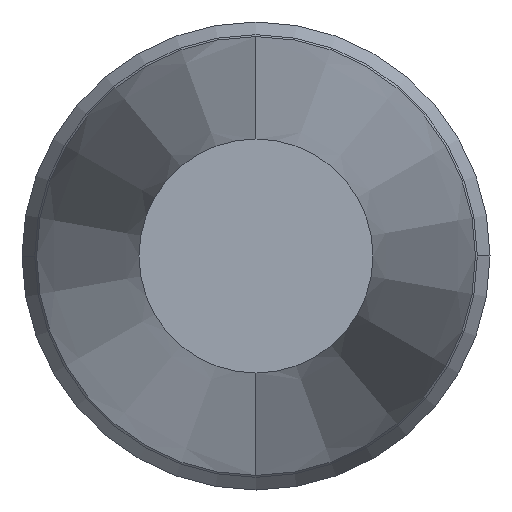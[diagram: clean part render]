
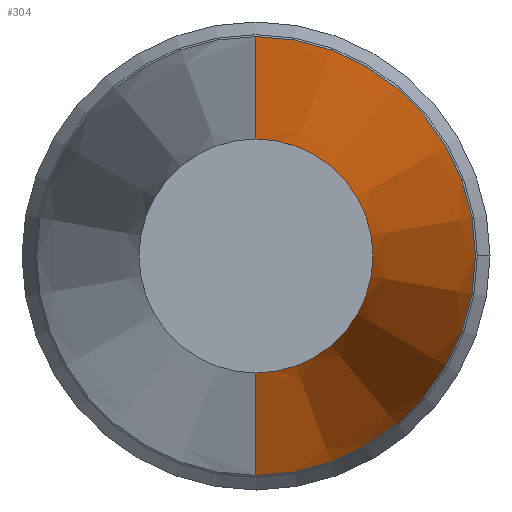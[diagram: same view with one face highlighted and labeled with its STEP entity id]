
A CAD part, front view. The second image highlights one B-rep face of the part: STEP entity #304.
In plain terms, the highlighted conical face has half-angle 5 degrees and reference radius 1.587 mm.
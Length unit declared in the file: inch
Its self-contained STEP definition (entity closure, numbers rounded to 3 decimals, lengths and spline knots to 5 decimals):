
#13 = EDGE_CURVE ( 'NONE', #322, #120, #385, .T. ) ;
#19 = AXIS2_PLACEMENT_3D ( 'NONE', #262, #416, #217 ) ;
#20 = CARTESIAN_POINT ( 'NONE',  ( 0., 0., 0.0625 ) ) ;
#43 = EDGE_CURVE ( 'NONE', #413, #322, #444, .T. ) ;
#70 = VECTOR ( 'NONE', #149, 39.37008 ) ;
#88 = CARTESIAN_POINT ( 'NONE',  ( 0., 0., -0.0625 ) ) ;
#103 = CARTESIAN_POINT ( 'NONE',  ( 0., 0.625, 0.11718 ) ) ;
#120 = VERTEX_POINT ( 'NONE', #103 ) ;
#142 = ORIENTED_EDGE ( 'NONE', *, *, #43, .T. ) ;
#149 = DIRECTION ( 'NONE',  ( 0., 0.996, 0.087 ) ) ;
#159 = DIRECTION ( 'NONE',  ( 0., 0., -1. ) ) ;
#169 = VECTOR ( 'NONE', #448, 39.37008 ) ;
#174 = DIRECTION ( 'NONE',  ( 0., 0., -1. ) ) ;
#182 = CARTESIAN_POINT ( 'NONE',  ( 0., 0.625, 0. ) ) ;
#202 = EDGE_CURVE ( 'NONE', #400, #120, #325, .T. ) ;
#205 = AXIS2_PLACEMENT_3D ( 'NONE', #398, #211, #174 ) ;
#211 = DIRECTION ( 'NONE',  ( 0., -1., 0. ) ) ;
#217 = DIRECTION ( 'NONE',  ( 0., 0., 1. ) ) ;
#253 = FACE_OUTER_BOUND ( 'NONE', #409, .T. ) ;
#262 = CARTESIAN_POINT ( 'NONE',  ( 0., 0., 0. ) ) ;
#266 = CARTESIAN_POINT ( 'NONE',  ( 0., 0., -0.0625 ) ) ;
#268 = CARTESIAN_POINT ( 'NONE',  ( 0., 0.625, -0.11718 ) ) ;
#304 = ADVANCED_FACE ( 'NONE', ( #253 ), #336, .T. ) ;
#322 = VERTEX_POINT ( 'NONE', #268 ) ;
#325 = LINE ( 'NONE', #20, #70 ) ;
#336 = CONICAL_SURFACE ( 'NONE', #19, 0.0625, 0.087 ) ;
#338 = ORIENTED_EDGE ( 'NONE', *, *, #13, .T. ) ;
#339 = CARTESIAN_POINT ( 'NONE',  ( 0., 0., 0.0625 ) ) ;
#360 = CIRCLE ( 'NONE', #205, 0.0625 ) ;
#370 = DIRECTION ( 'NONE',  ( 0., -1., 0. ) ) ;
#385 = CIRCLE ( 'NONE', #449, 0.11718 ) ;
#395 = ORIENTED_EDGE ( 'NONE', *, *, #202, .F. ) ;
#398 = CARTESIAN_POINT ( 'NONE',  ( 0., 0., 0. ) ) ;
#400 = VERTEX_POINT ( 'NONE', #339 ) ;
#407 = ORIENTED_EDGE ( 'NONE', *, *, #430, .F. ) ;
#409 = EDGE_LOOP ( 'NONE', ( #407, #142, #338, #395 ) ) ;
#413 = VERTEX_POINT ( 'NONE', #266 ) ;
#416 = DIRECTION ( 'NONE',  ( 0., 1., 0. ) ) ;
#430 = EDGE_CURVE ( 'NONE', #413, #400, #360, .T. ) ;
#444 = LINE ( 'NONE', #88, #169 ) ;
#448 = DIRECTION ( 'NONE',  ( 0., 0.996, -0.087 ) ) ;
#449 = AXIS2_PLACEMENT_3D ( 'NONE', #182, #370, #159 ) ;
